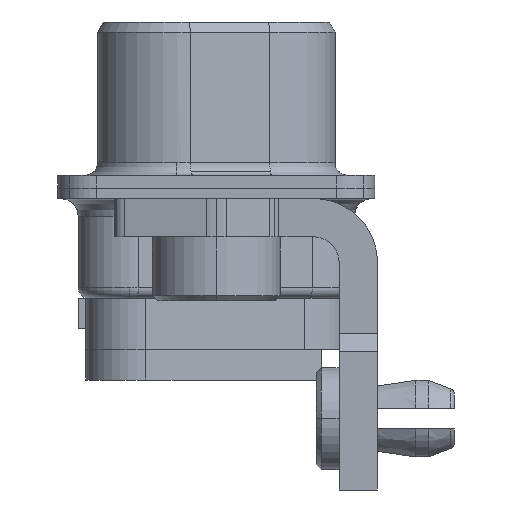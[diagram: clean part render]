
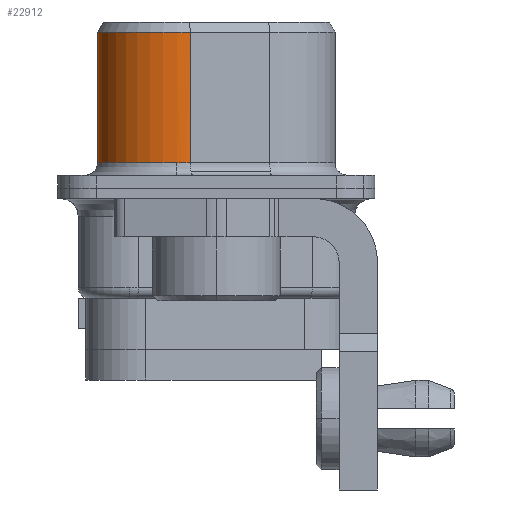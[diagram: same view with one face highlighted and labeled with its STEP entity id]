
A CAD part, left-side view. The second image highlights one B-rep face of the part: STEP entity #22912.
In plain terms, the highlighted cylindrical face has radius 3.1 mm (diameter 6.2 mm), a partial arc.
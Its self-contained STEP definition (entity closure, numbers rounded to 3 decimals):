
#19747=CARTESIAN_POINT('',(13.1,1.55,-1.0));
#19748=VERTEX_POINT('',#19747);
#19774=CARTESIAN_POINT('',(13.053,1.012,-1.0));
#19775=VERTEX_POINT('',#19774);
#19783=CARTESIAN_POINT('',(10.0,1.55,-1.0));
#19784=DIRECTION('',(0.0,0.0,1.0));
#19785=DIRECTION('',(0.766,0.643,0.0));
#19786=AXIS2_PLACEMENT_3D('',#19783,#19784,#19785);
#19787=CIRCLE('',#19786,3.1);
#19788=EDGE_CURVE('',#19775,#19748,#19787,.T.);
#20297=CARTESIAN_POINT('',(13.053,1.012,-6.1));
#20298=VERTEX_POINT('',#20297);
#20361=CARTESIAN_POINT('',(10.0,4.65,-6.1));
#20362=VERTEX_POINT('',#20361);
#20369=CARTESIAN_POINT('',(10.0,1.55,-6.1));
#20370=DIRECTION('',(0.0,0.0,-1.));
#20371=DIRECTION('',(0.985,-0.174,0.0));
#20372=AXIS2_PLACEMENT_3D('',#20369,#20370,#20371);
#20373=CIRCLE('',#20372,3.1);
#20374=EDGE_CURVE('',#20362,#20298,#20373,.T.);
#22773=CARTESIAN_POINT('',(10.0,4.65,-1.0));
#22774=VERTEX_POINT('',#22773);
#22775=CARTESIAN_POINT('',(10.0,1.55,-1.0));
#22776=DIRECTION('',(0.0,0.0,1.0));
#22777=DIRECTION('',(0.766,0.643,0.0));
#22778=AXIS2_PLACEMENT_3D('',#22775,#22776,#22777);
#22779=CIRCLE('',#22778,3.1);
#22780=EDGE_CURVE('',#19748,#22774,#22779,.T.);
#22890=CARTESIAN_POINT('',(10.0,1.55,0.0));
#22891=DIRECTION('',(0.0,0.0,-1.0));
#22892=DIRECTION('',(0.985,-0.174,0.0));
#22893=AXIS2_PLACEMENT_3D('',#22890,#22891,#22892);
#22894=CYLINDRICAL_SURFACE('',#22893,3.1);
#22895=ORIENTED_EDGE('',*,*,#20374,.F.);
#22896=CARTESIAN_POINT('',(10.0,4.65,-1.0));
#22897=DIRECTION('',(0.0,0.0,-1.0));
#22898=VECTOR('',#22897,5.1);
#22899=LINE('',#22896,#22898);
#22900=EDGE_CURVE('',#22774,#20362,#22899,.T.);
#22901=ORIENTED_EDGE('',*,*,#22900,.F.);
#22902=ORIENTED_EDGE('',*,*,#22780,.F.);
#22903=ORIENTED_EDGE('',*,*,#19788,.F.);
#22904=CARTESIAN_POINT('',(13.053,1.012,-1.0));
#22905=DIRECTION('',(0.0,0.0,-1.0));
#22906=VECTOR('',#22905,5.1);
#22907=LINE('',#22904,#22906);
#22908=EDGE_CURVE('',#19775,#20298,#22907,.T.);
#22909=ORIENTED_EDGE('',*,*,#22908,.T.);
#22910=EDGE_LOOP('',(#22895,#22901,#22902,#22903,#22909));
#22911=FACE_OUTER_BOUND('',#22910,.T.);
#22912=ADVANCED_FACE('',(#22911),#22894,.T.);
